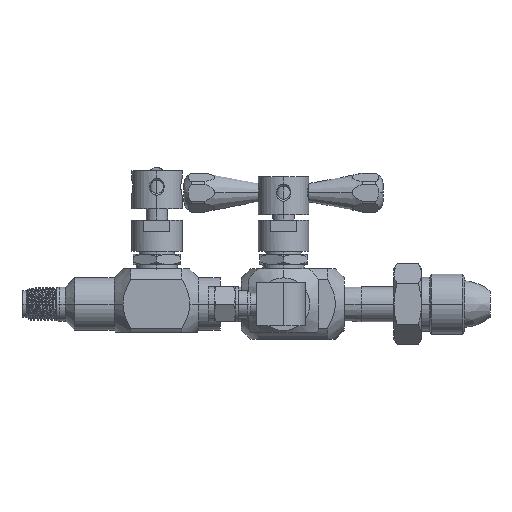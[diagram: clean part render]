
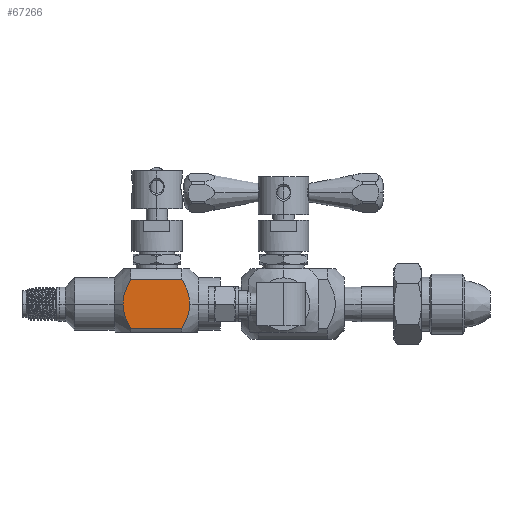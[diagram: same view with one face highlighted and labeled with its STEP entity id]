
A CAD part, left-side view. The second image highlights one B-rep face of the part: STEP entity #67266.
In plain terms, the highlighted planar face has unit normal (-1, 0, 0).
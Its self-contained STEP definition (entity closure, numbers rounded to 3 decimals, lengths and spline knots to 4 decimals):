
#56824=CARTESIAN_POINT('',(0.972,0.,-1.495));
#56825=CARTESIAN_POINT('',(0.972,0.0111,-1.495));
#56826=CARTESIAN_POINT('',(0.972,0.0334,-1.4957));
#56827=CARTESIAN_POINT('',(0.972,0.0668,-1.4986));
#56828=CARTESIAN_POINT('',(0.972,0.1004,-1.5036));
#56829=CARTESIAN_POINT('',(0.972,0.1343,-1.5105));
#56830=CARTESIAN_POINT('',(0.972,0.1685,-1.5194));
#56831=CARTESIAN_POINT('',(0.972,0.2032,-1.5303));
#56832=CARTESIAN_POINT('',(0.972,0.2387,-1.5432));
#56833=CARTESIAN_POINT('',(0.972,0.2752,-1.5584));
#56834=CARTESIAN_POINT('',(0.972,0.3131,-1.576));
#56835=CARTESIAN_POINT('',(0.972,0.3528,-1.5962));
#56836=CARTESIAN_POINT('',(0.972,0.3809,-1.6117));
#56837=CARTESIAN_POINT('',(0.972,0.3953,-1.62));
#57120=CARTESIAN_POINT('',(0.972,-0.3953,-1.62));
#57121=CARTESIAN_POINT('',(0.972,-0.3809,-1.6117));
#57122=CARTESIAN_POINT('',(0.972,-0.3528,-1.5962));
#57123=CARTESIAN_POINT('',(0.972,-0.3131,-1.576));
#57124=CARTESIAN_POINT('',(0.972,-0.2752,-1.5584));
#57125=CARTESIAN_POINT('',(0.972,-0.2387,-1.5432));
#57126=CARTESIAN_POINT('',(0.972,-0.2032,-1.5303));
#57127=CARTESIAN_POINT('',(0.972,-0.1684,-1.5194));
#57128=CARTESIAN_POINT('',(0.972,-0.1343,-1.5105));
#57129=CARTESIAN_POINT('',(0.972,-0.1004,-1.5036));
#57130=CARTESIAN_POINT('',(0.972,-0.0668,-1.4986));
#57131=CARTESIAN_POINT('',(0.972,-0.0334,-1.4957));
#57132=CARTESIAN_POINT('',(0.972,-0.0111,-1.495));
#57133=CARTESIAN_POINT('',(0.972,0.,-1.495));
#57156=CARTESIAN_POINT('',(0.972,0.,-2.56));
#57157=CARTESIAN_POINT('',(0.972,-0.0111,-2.56));
#57158=CARTESIAN_POINT('',(0.972,-0.0334,-2.5593));
#57159=CARTESIAN_POINT('',(0.972,-0.0668,-2.5564));
#57160=CARTESIAN_POINT('',(0.972,-0.1004,-2.5514));
#57161=CARTESIAN_POINT('',(0.972,-0.1343,-2.5445));
#57162=CARTESIAN_POINT('',(0.972,-0.1685,-2.5356));
#57163=CARTESIAN_POINT('',(0.972,-0.2032,-2.5247));
#57164=CARTESIAN_POINT('',(0.972,-0.2387,-2.5118));
#57165=CARTESIAN_POINT('',(0.972,-0.2752,-2.4966));
#57166=CARTESIAN_POINT('',(0.972,-0.3131,-2.479));
#57167=CARTESIAN_POINT('',(0.972,-0.3528,-2.4588));
#57168=CARTESIAN_POINT('',(0.972,-0.3809,-2.4433));
#57169=CARTESIAN_POINT('',(0.972,-0.3953,-2.435));
#57241=DIRECTION('',(0.,0.,1.));
#57242=VECTOR('',#57241,0.815);
#57243=CARTESIAN_POINT('',(0.972,-0.3953,-2.435));
#57244=LINE('',#57243,#57242);
#57304=CARTESIAN_POINT('',(0.972,0.3953,-2.435));
#57305=CARTESIAN_POINT('',(0.972,0.3809,-2.4433));
#57306=CARTESIAN_POINT('',(0.972,0.3528,-2.4588));
#57307=CARTESIAN_POINT('',(0.972,0.3131,-2.479));
#57308=CARTESIAN_POINT('',(0.972,0.2752,-2.4966));
#57309=CARTESIAN_POINT('',(0.972,0.2387,-2.5118));
#57310=CARTESIAN_POINT('',(0.972,0.2032,-2.5247));
#57311=CARTESIAN_POINT('',(0.972,0.1684,-2.5356));
#57312=CARTESIAN_POINT('',(0.972,0.1343,-2.5445));
#57313=CARTESIAN_POINT('',(0.972,0.1004,-2.5514));
#57314=CARTESIAN_POINT('',(0.972,0.0668,-2.5564));
#57315=CARTESIAN_POINT('',(0.972,0.0334,-2.5593));
#57316=CARTESIAN_POINT('',(0.972,0.0111,-2.56));
#57317=CARTESIAN_POINT('',(0.972,0.,-2.56));
#59894=DIRECTION('',(0.,0.,-1.));
#59895=VECTOR('',#59894,0.815);
#59896=CARTESIAN_POINT('',(0.972,0.3953,-1.62));
#59897=LINE('',#59896,#59895);
#65287=CARTESIAN_POINT('',(0.972,0.,-2.56));
#65288=VERTEX_POINT('',#65287);
#65289=VERTEX_POINT('',#57304);
#65295=CARTESIAN_POINT('',(0.972,0.,-1.495));
#65297=VERTEX_POINT('',#65295);
#65307=CARTESIAN_POINT('',(0.972,0.3953,-1.62));
#65308=VERTEX_POINT('',#65307);
#65502=VERTEX_POINT('',#57120);
#65512=CARTESIAN_POINT('',(0.972,-0.3953,-2.435));
#65513=VERTEX_POINT('',#65512);
#67250=CARTESIAN_POINT('',(0.972,-0.445,-4.1705));
#67251=DIRECTION('',(1.,0.,0.));
#67252=DIRECTION('',(0.,0.,-1.));
#67253=AXIS2_PLACEMENT_3D('',#67250,#67251,#67252);
#67254=PLANE('',#67253);
#67255=ORIENTED_EDGE('',*,*,#67206,.F.);
#67257=ORIENTED_EDGE('',*,*,#67256,.F.);
#67258=ORIENTED_EDGE('',*,*,#67233,.F.);
#67260=ORIENTED_EDGE('',*,*,#67259,.F.);
#67262=ORIENTED_EDGE('',*,*,#67261,.F.);
#67263=ORIENTED_EDGE('',*,*,#66897,.F.);
#67264=EDGE_LOOP('',(#67255,#67257,#67258,#67260,#67262,#67263));
#67265=FACE_OUTER_BOUND('',#67264,.F.);
#67266=ADVANCED_FACE('',(#67265),#67254,.F.);
#56838=B_SPLINE_CURVE_WITH_KNOTS('',3,(#56824,#56825,#56826,#56827,#56828,
#56829,#56830,#56831,#56832,#56833,#56834,#56835,#56836,#56837),.UNSPECIFIED.,
.F.,.F.,(4,1,1,1,1,1,1,1,1,1,1,4),(0.,0.0909,0.1818,
0.2727,0.3636,0.4545,0.5455,
0.6364,0.7273,0.8182,0.9091,1.),
.UNSPECIFIED.);
#57134=B_SPLINE_CURVE_WITH_KNOTS('',3,(#57120,#57121,#57122,#57123,#57124,
#57125,#57126,#57127,#57128,#57129,#57130,#57131,#57132,#57133),.UNSPECIFIED.,
.F.,.F.,(4,1,1,1,1,1,1,1,1,1,1,4),(0.,0.0909,0.1818,
0.2727,0.3636,0.4545,0.5455,
0.6364,0.7273,0.8182,0.9091,1.),
.UNSPECIFIED.);
#57170=B_SPLINE_CURVE_WITH_KNOTS('',3,(#57156,#57157,#57158,#57159,#57160,
#57161,#57162,#57163,#57164,#57165,#57166,#57167,#57168,#57169),.UNSPECIFIED.,
.F.,.F.,(4,1,1,1,1,1,1,1,1,1,1,4),(0.,0.0909,0.1818,
0.2727,0.3636,0.4545,0.5455,
0.6364,0.7273,0.8182,0.9091,1.),
.UNSPECIFIED.);
#57318=B_SPLINE_CURVE_WITH_KNOTS('',3,(#57304,#57305,#57306,#57307,#57308,
#57309,#57310,#57311,#57312,#57313,#57314,#57315,#57316,#57317),.UNSPECIFIED.,
.F.,.F.,(4,1,1,1,1,1,1,1,1,1,1,4),(0.,0.0909,0.1818,
0.2727,0.3636,0.4545,0.5455,
0.6364,0.7273,0.8182,0.9091,1.),
.UNSPECIFIED.);
#66897=EDGE_CURVE('',#65297,#65308,#56838,.T.);
#67206=EDGE_CURVE('',#65502,#65297,#57134,.T.);
#67233=EDGE_CURVE('',#65288,#65513,#57170,.T.);
#67256=EDGE_CURVE('',#65513,#65502,#57244,.T.);
#67259=EDGE_CURVE('',#65289,#65288,#57318,.T.);
#67261=EDGE_CURVE('',#65308,#65289,#59897,.T.);
